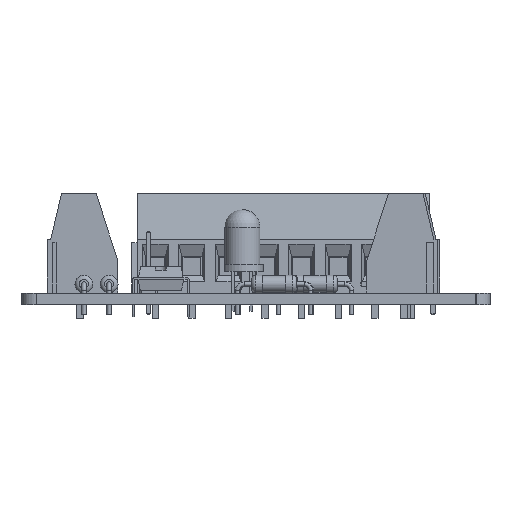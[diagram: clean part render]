
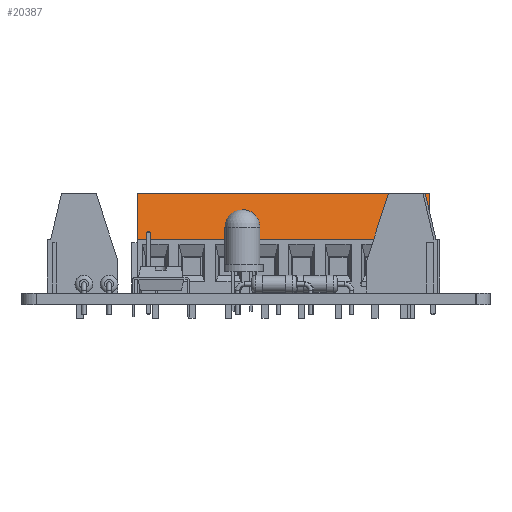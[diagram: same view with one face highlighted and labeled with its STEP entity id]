
A CAD part, left-side view. The second image highlights one B-rep face of the part: STEP entity #20387.
In plain terms, the highlighted face is planar.
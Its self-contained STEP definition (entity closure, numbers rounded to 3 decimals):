
#20295 = EDGE_CURVE('',#20296,#20298,#20300,.T.);
#20296 = VERTEX_POINT('',#20297);
#20297 = CARTESIAN_POINT('',(-2.54,-2.6,13.8));
#20298 = VERTEX_POINT('',#20299);
#20299 = CARTESIAN_POINT('',(-2.54,-4.1,7.4));
#20300 = LINE('',#20301,#20302);
#20301 = CARTESIAN_POINT('',(-2.54,-2.6,13.8));
#20302 = VECTOR('',#20303,1.);
#20303 = DIRECTION('',(0.,-0.228,-0.974));
#20387 = ADVANCED_FACE('',(#20388),#20413,.F.);
#20388 = FACE_BOUND('',#20389,.F.);
#20389 = EDGE_LOOP('',(#20390,#20398,#20406,#20412));
#20390 = ORIENTED_EDGE('',*,*,#20391,.T.);
#20391 = EDGE_CURVE('',#20296,#20392,#20394,.T.);
#20392 = VERTEX_POINT('',#20393);
#20393 = CARTESIAN_POINT('',(38.1,-2.6,13.8));
#20394 = LINE('',#20395,#20396);
#20395 = CARTESIAN_POINT('',(-2.54,-2.6,13.8));
#20396 = VECTOR('',#20397,1.);
#20397 = DIRECTION('',(1.,0.,0.));
#20398 = ORIENTED_EDGE('',*,*,#20399,.T.);
#20399 = EDGE_CURVE('',#20392,#20400,#20402,.T.);
#20400 = VERTEX_POINT('',#20401);
#20401 = CARTESIAN_POINT('',(38.1,-4.1,7.4));
#20402 = LINE('',#20403,#20404);
#20403 = CARTESIAN_POINT('',(38.1,-2.6,13.8));
#20404 = VECTOR('',#20405,1.);
#20405 = DIRECTION('',(0.,-0.228,-0.974));
#20406 = ORIENTED_EDGE('',*,*,#20407,.F.);
#20407 = EDGE_CURVE('',#20298,#20400,#20408,.T.);
#20408 = LINE('',#20409,#20410);
#20409 = CARTESIAN_POINT('',(-2.54,-4.1,7.4));
#20410 = VECTOR('',#20411,1.);
#20411 = DIRECTION('',(1.,0.,0.));
#20412 = ORIENTED_EDGE('',*,*,#20295,.F.);
#20413 = PLANE('',#20414);
#20414 = AXIS2_PLACEMENT_3D('',#20415,#20416,#20417);
#20415 = CARTESIAN_POINT('',(-2.54,-2.6,13.8));
#20416 = DIRECTION('',(0.,0.974,-0.228));
#20417 = DIRECTION('',(0.,-0.228,-0.974));
